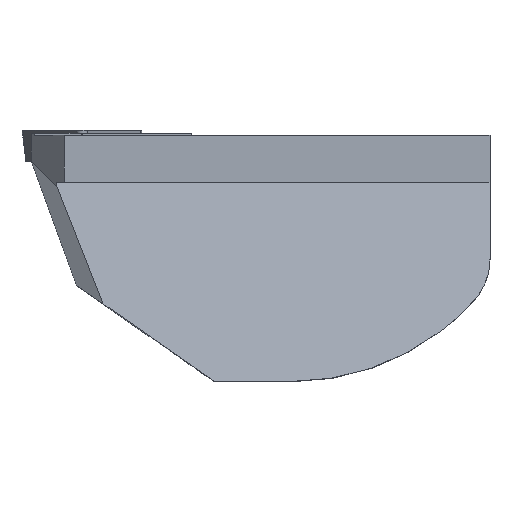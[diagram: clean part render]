
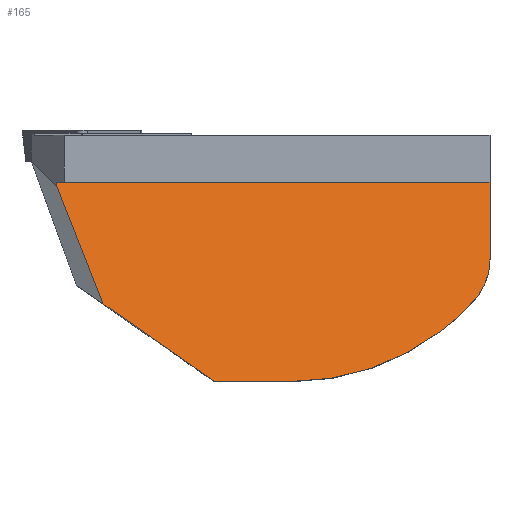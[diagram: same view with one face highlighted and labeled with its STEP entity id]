
A CAD part, top view. The second image highlights one B-rep face of the part: STEP entity #165.
In plain terms, the highlighted planar face has unit normal (0, 0.259, 0.966).
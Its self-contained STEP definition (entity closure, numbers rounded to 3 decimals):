
#133=ELLIPSE('',#886,32.611,31.5);
#134=ELLIPSE('',#887,8.282,8.);
#165=ADVANCED_FACE('',(#235),#207,.F.);
#207=PLANE('',#888);
#235=FACE_OUTER_BOUND('',#266,.T.);
#266=EDGE_LOOP('',(#354,#355,#356,#357,#358,#359,#360,#361));
#354=ORIENTED_EDGE('',*,*,#605,.F.);
#355=ORIENTED_EDGE('',*,*,#606,.T.);
#356=ORIENTED_EDGE('',*,*,#607,.T.);
#357=ORIENTED_EDGE('',*,*,#608,.T.);
#358=ORIENTED_EDGE('',*,*,#609,.T.);
#359=ORIENTED_EDGE('',*,*,#610,.T.);
#360=ORIENTED_EDGE('',*,*,#611,.F.);
#361=ORIENTED_EDGE('',*,*,#612,.T.);
#530=VERTEX_POINT('',#1251);
#531=VERTEX_POINT('',#1252);
#532=VERTEX_POINT('',#1254);
#533=VERTEX_POINT('',#1256);
#534=VERTEX_POINT('',#1258);
#535=VERTEX_POINT('',#1260);
#536=VERTEX_POINT('',#1262);
#537=VERTEX_POINT('',#1264);
#605=EDGE_CURVE('',#530,#531,#699,.T.);
#606=EDGE_CURVE('',#530,#532,#700,.T.);
#607=EDGE_CURVE('',#532,#533,#701,.T.);
#608=EDGE_CURVE('',#533,#534,#133,.T.);
#609=EDGE_CURVE('',#534,#535,#134,.T.);
#610=EDGE_CURVE('',#535,#536,#702,.T.);
#611=EDGE_CURVE('',#537,#536,#703,.T.);
#612=EDGE_CURVE('',#537,#531,#704,.T.);
#699=LINE('',#1250,#771);
#700=LINE('',#1253,#772);
#701=LINE('',#1255,#773);
#702=LINE('',#1261,#774);
#703=LINE('',#1263,#775);
#704=LINE('',#1265,#776);
#771=VECTOR('',#1009,1.);
#772=VECTOR('',#1010,1.);
#773=VECTOR('',#1011,1.);
#774=VECTOR('',#1016,1.);
#775=VECTOR('',#1017,1.);
#776=VECTOR('',#1018,1.);
#886=AXIS2_PLACEMENT_3D('',#1257,#1012,#1013);
#887=AXIS2_PLACEMENT_3D('',#1259,#1014,#1015);
#888=AXIS2_PLACEMENT_3D('',#1266,#1019,#1020);
#1009=DIRECTION('',(-0.356,0.903,-0.242));
#1010=DIRECTION('',(0.81,-0.567,0.152));
#1011=DIRECTION('',(1.,0.,0.));
#1012=DIRECTION('',(0.,0.259,0.966));
#1013=DIRECTION('',(0.,-0.966,0.259));
#1014=DIRECTION('',(0.,0.259,0.966));
#1015=DIRECTION('',(0.,-0.966,0.259));
#1016=DIRECTION('',(0.,0.966,-0.259));
#1017=DIRECTION('',(1.,0.,0.));
#1018=DIRECTION('',(0.046,-0.965,0.259));
#1019=DIRECTION('',(0.,-0.259,-0.966));
#1020=DIRECTION('',(0.,0.966,-0.259));
#1250=CARTESIAN_POINT('',(-30.3,-5.882,-0.032));
#1251=CARTESIAN_POINT('',(-24.134,-21.533,4.162));
#1252=CARTESIAN_POINT('',(-30.037,-6.548,0.147));
#1253=CARTESIAN_POINT('',(-68.963,9.856,-4.249));
#1254=CARTESIAN_POINT('',(-9.9,-31.5,6.833));
#1255=CARTESIAN_POINT('',(-100.,-31.5,6.833));
#1256=CARTESIAN_POINT('',(0.,-31.5,6.833));
#1257=CARTESIAN_POINT('',(0.,0.,-1.608));
#1258=CARTESIAN_POINT('',(23.323,-21.172,4.065));
#1259=CARTESIAN_POINT('',(17.4,-15.795,2.625));
#1260=CARTESIAN_POINT('',(25.4,-15.795,2.625));
#1261=CARTESIAN_POINT('',(25.4,-31.5,6.833));
#1262=CARTESIAN_POINT('',(25.4,-6.,0.));
#1263=CARTESIAN_POINT('',(-100.,-6.,0.));
#1264=CARTESIAN_POINT('',(-30.063,-6.,0.));
#1265=CARTESIAN_POINT('',(-29.006,-28.37,5.994));
#1266=CARTESIAN_POINT('',(-100.,-31.5,6.833));
